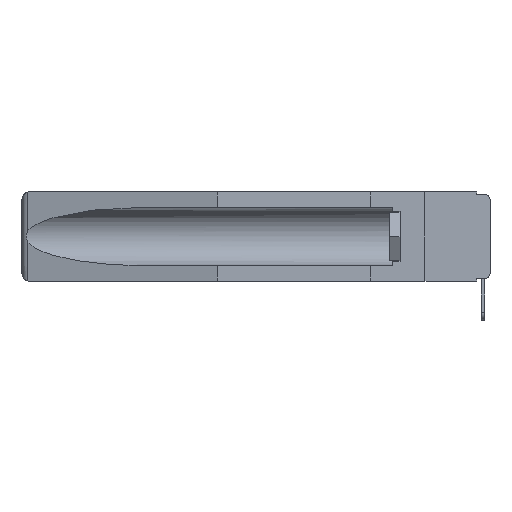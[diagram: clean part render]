
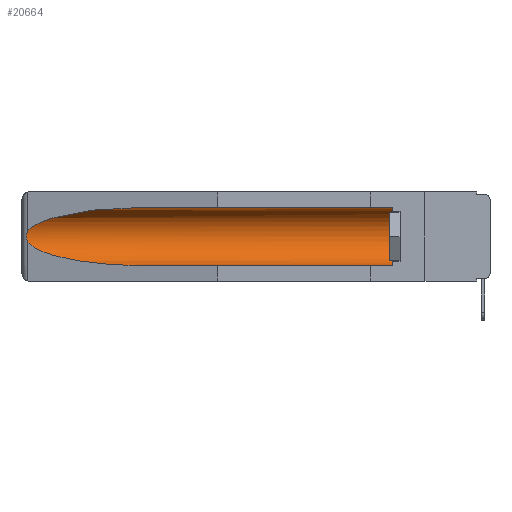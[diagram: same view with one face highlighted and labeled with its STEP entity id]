
A CAD part, left-side view. The second image highlights one B-rep face of the part: STEP entity #20664.
In plain terms, the highlighted cylindrical face has radius 2.857 mm (diameter 5.715 mm), a partial arc.
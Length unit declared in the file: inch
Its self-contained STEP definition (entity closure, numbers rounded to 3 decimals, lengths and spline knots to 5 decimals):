
#218 = VECTOR ( 'NONE', #10942, 39.37008 ) ;
#457 = CARTESIAN_POINT ( 'NONE',  ( 0.21114, 1.30732, -0.059 ) ) ;
#581 = VERTEX_POINT ( 'NONE', #20272 ) ;
#772 = EDGE_CURVE ( 'NONE', #20582, #5007, #21400, .T. ) ;
#1511 = EDGE_CURVE ( 'NONE', #22504, #581, #11140, .T. ) ;
#1894 = VERTEX_POINT ( 'NONE', #11433 ) ;
#2264 =( BOUNDED_CURVE ( )  B_SPLINE_CURVE ( 3, ( #18610, #14822, #9366, #20263 ),
 .UNSPECIFIED., .F., .F. ) 
 B_SPLINE_CURVE_WITH_KNOTS ( ( 4, 4 ),
 ( 0.1948, 1.5708 ),
 .UNSPECIFIED. ) 
 CURVE ( )  GEOMETRIC_REPRESENTATION_ITEM ( )  RATIONAL_B_SPLINE_CURVE ( ( 1., 0.848, 0.848, 1. ) ) 
 REPRESENTATION_ITEM ( '' )  );
#2735 = CARTESIAN_POINT ( 'NONE',  ( 0.155, 1.07973, -0.284 ) ) ;
#2881 = CARTESIAN_POINT ( 'NONE',  ( 0.155, 0.126, -0.284 ) ) ;
#3353 = CARTESIAN_POINT ( 'NONE',  ( 0.26597, 1.5296, -0.19026 ) ) ;
#3432 = CARTESIAN_POINT ( 'NONE',  ( 0.2675, 1.53308, -0.17534 ) ) ;
#3495 = CARTESIAN_POINT ( 'NONE',  ( 0.155, 0.126, -0.1715 ) ) ;
#3667 = DIRECTION ( 'NONE',  ( 0., 0., 1. ) ) ;
#5007 = VERTEX_POINT ( 'NONE', #14278 ) ;
#5144 = LINE ( 'NONE', #18323, #218 ) ;
#5222 = LINE ( 'NONE', #6151, #6380 ) ;
#5368 = EDGE_CURVE ( 'NONE', #20582, #17475, #5222, .T. ) ;
#6151 = CARTESIAN_POINT ( 'NONE',  ( 0.155, -0.30754, -0.284 ) ) ;
#6380 = VECTOR ( 'NONE', #11959, 39.37008 ) ;
#6668 = CYLINDRICAL_SURFACE ( 'NONE', #23397, 0.1125 ) ;
#7147 = CARTESIAN_POINT ( 'NONE',  ( 0.155, 1.07973, -0.059 ) ) ;
#7302 = EDGE_CURVE ( 'NONE', #1894, #17475, #2264, .T. ) ;
#8297 = ORIENTED_EDGE ( 'NONE', *, *, #5368, .F. ) ;
#8625 = CARTESIAN_POINT ( 'NONE',  ( 0.155, -0.30754, -0.1715 ) ) ;
#8678 = ORIENTED_EDGE ( 'NONE', *, *, #11024, .T. ) ;
#8766 = AXIS2_PLACEMENT_3D ( 'NONE', #3495, #12962, #3667 ) ;
#9366 = CARTESIAN_POINT ( 'NONE',  ( 0.21114, 1.30732, -0.284 ) ) ;
#9424 = CARTESIAN_POINT ( 'NONE',  ( 0.26537, 1.52718, -0.14972 ) ) ;
#10842 = CARTESIAN_POINT ( 'NONE',  ( 0.2675, 1.53308, -0.16763 ) ) ;
#10942 = DIRECTION ( 'NONE',  ( 0., 1., 0. ) ) ;
#11024 = EDGE_CURVE ( 'NONE', #5007, #22504, #5144, .T. ) ;
#11057 = EDGE_CURVE ( 'NONE', #581, #1894, #14455, .T. ) ;
#11140 =( BOUNDED_CURVE ( )  B_SPLINE_CURVE ( 3, ( #11600, #457, #22530, #9424 ),
 .UNSPECIFIED., .F., .F. ) 
 B_SPLINE_CURVE_WITH_KNOTS ( ( 4, 4 ),
 ( 4.71239, 6.08839 ),
 .UNSPECIFIED. ) 
 CURVE ( )  GEOMETRIC_REPRESENTATION_ITEM ( )  RATIONAL_B_SPLINE_CURVE ( ( 1., 0.848, 0.848, 1. ) ) 
 REPRESENTATION_ITEM ( '' )  );
#11433 = CARTESIAN_POINT ( 'NONE',  ( 0.26537, 1.52718, -0.19328 ) ) ;
#11600 = CARTESIAN_POINT ( 'NONE',  ( 0.155, 1.07973, -0.059 ) ) ;
#11959 = DIRECTION ( 'NONE',  ( 0., 1., 0. ) ) ;
#12276 = DIRECTION ( 'NONE',  ( 0., 0., 1. ) ) ;
#12962 = DIRECTION ( 'NONE',  ( 0., -1., 0. ) ) ;
#14278 = CARTESIAN_POINT ( 'NONE',  ( 0.155, 0.126, -0.059 ) ) ;
#14455 = B_SPLINE_CURVE_WITH_KNOTS ( 'NONE', 3,
 ( #14464, #18234, #14773, #20297, #10842, #3432, #23661, #22022, #3353, #16306 ),
 .UNSPECIFIED., .F., .F.,
 ( 4, 2, 2, 2, 4 ),
 ( 0., 0.00029, 0.00058, 0.00087, 0.00117 ),
 .UNSPECIFIED. ) ;
#14464 = CARTESIAN_POINT ( 'NONE',  ( 0.26537, 1.52718, -0.14972 ) ) ;
#14773 = CARTESIAN_POINT ( 'NONE',  ( 0.26654, 1.53092, -0.15636 ) ) ;
#14822 = CARTESIAN_POINT ( 'NONE',  ( 0.25451, 1.48313, -0.24835 ) ) ;
#16306 = CARTESIAN_POINT ( 'NONE',  ( 0.26537, 1.52718, -0.19328 ) ) ;
#16424 = EDGE_LOOP ( 'NONE', ( #16825, #21100, #20388, #8297, #22124, #8678 ) ) ;
#16825 = ORIENTED_EDGE ( 'NONE', *, *, #1511, .T. ) ;
#17475 = VERTEX_POINT ( 'NONE', #2735 ) ;
#18234 = CARTESIAN_POINT ( 'NONE',  ( 0.26597, 1.52961, -0.15275 ) ) ;
#18323 = CARTESIAN_POINT ( 'NONE',  ( 0.155, -0.30754, -0.059 ) ) ;
#18610 = CARTESIAN_POINT ( 'NONE',  ( 0.26537, 1.52718, -0.19328 ) ) ;
#19404 = FACE_OUTER_BOUND ( 'NONE', #16424, .T. ) ;
#19753 = DIRECTION ( 'NONE',  ( 0., 1., 0. ) ) ;
#20263 = CARTESIAN_POINT ( 'NONE',  ( 0.155, 1.07973, -0.284 ) ) ;
#20272 = CARTESIAN_POINT ( 'NONE',  ( 0.26537, 1.52718, -0.14972 ) ) ;
#20297 = CARTESIAN_POINT ( 'NONE',  ( 0.2673, 1.5327, -0.16383 ) ) ;
#20388 = ORIENTED_EDGE ( 'NONE', *, *, #7302, .T. ) ;
#20582 = VERTEX_POINT ( 'NONE', #2881 ) ;
#20664 = ADVANCED_FACE ( 'NONE', ( #19404 ), #6668, .F. ) ;
#21100 = ORIENTED_EDGE ( 'NONE', *, *, #11057, .T. ) ;
#21400 = CIRCLE ( 'NONE', #8766, 0.1125 ) ;
#22022 = CARTESIAN_POINT ( 'NONE',  ( 0.26655, 1.53094, -0.18657 ) ) ;
#22124 = ORIENTED_EDGE ( 'NONE', *, *, #772, .T. ) ;
#22504 = VERTEX_POINT ( 'NONE', #7147 ) ;
#22530 = CARTESIAN_POINT ( 'NONE',  ( 0.25451, 1.48313, -0.09465 ) ) ;
#23397 = AXIS2_PLACEMENT_3D ( 'NONE', #8625, #19753, #12276 ) ;
#23661 = CARTESIAN_POINT ( 'NONE',  ( 0.2673, 1.53269, -0.17917 ) ) ;
